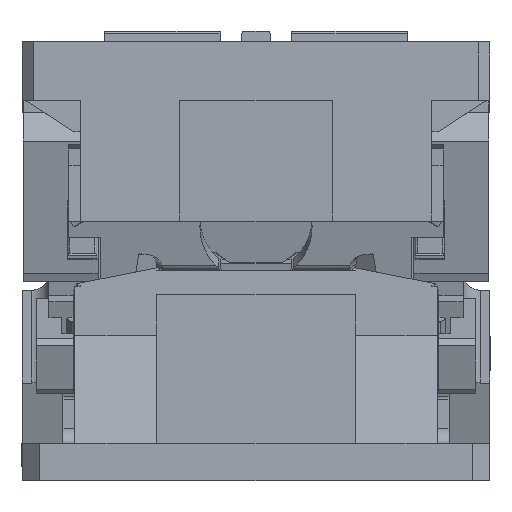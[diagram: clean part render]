
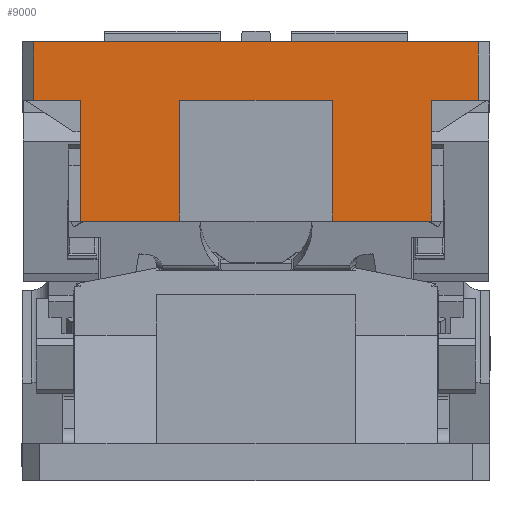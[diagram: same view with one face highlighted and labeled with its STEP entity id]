
A CAD part, left-side view. The second image highlights one B-rep face of the part: STEP entity #9000.
In plain terms, the highlighted planar face has unit normal (-1, 0, 0).
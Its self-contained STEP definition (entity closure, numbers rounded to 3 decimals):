
#181=CARTESIAN_POINT('Vertex',(-340.,190.,300.)) ;
#184=CARTESIAN_POINT('Line Origine',(-340.,0.,300.)) ;
#188=CARTESIAN_POINT('Vertex',(-340.,-190.,300.)) ;
#1585=CARTESIAN_POINT('Vertex',(-340.,-150.,250.)) ;
#1590=CARTESIAN_POINT('Line Origine',(-340.,-150.,198.442)) ;
#1594=CARTESIAN_POINT('Vertex',(-340.,-150.,146.884)) ;
#7773=CARTESIAN_POINT('Vertex',(-340.,190.,250.)) ;
#7776=CARTESIAN_POINT('Line Origine',(-340.,190.,275.)) ;
#8051=CARTESIAN_POINT('Vertex',(-340.,150.,250.)) ;
#8054=CARTESIAN_POINT('Line Origine',(-340.,170.,250.)) ;
#8186=CARTESIAN_POINT('Vertex',(-340.,150.,146.884)) ;
#8189=CARTESIAN_POINT('Line Origine',(-340.,150.,198.442)) ;
#8582=CARTESIAN_POINT('Vertex',(-340.,-190.,250.)) ;
#8585=CARTESIAN_POINT('Line Origine',(-340.,-170.,250.)) ;
#8773=CARTESIAN_POINT('Line Origine',(-340.,-190.,275.)) ;
#8847=CARTESIAN_POINT('Vertex',(-340.,-65.,250.)) ;
#8852=CARTESIAN_POINT('Line Origine',(-340.,0.,250.)) ;
#8856=CARTESIAN_POINT('Vertex',(-340.,65.,250.)) ;
#8888=CARTESIAN_POINT('Vertex',(-340.,-65.,146.884)) ;
#8891=CARTESIAN_POINT('Line Origine',(-340.,-65.,198.442)) ;
#8941=CARTESIAN_POINT('Vertex',(-340.,65.,146.884)) ;
#8944=CARTESIAN_POINT('Line Origine',(-340.,107.5,146.884)) ;
#8949=CARTESIAN_POINT('Line Origine',(-340.,-107.5,146.884)) ;
#8969=CARTESIAN_POINT('Line Origine',(-340.,65.,198.442)) ;
#8981=CARTESIAN_POINT('Axis2P3D Location',(-340.,-200.,250.)) ;
#185=DIRECTION('Vector Direction',(0.,1.,0.)) ;
#1591=DIRECTION('Vector Direction',(0.,0.,1.)) ;
#7777=DIRECTION('Vector Direction',(0.,0.,-1.)) ;
#8055=DIRECTION('Vector Direction',(0.,1.,0.)) ;
#8190=DIRECTION('Vector Direction',(0.,0.,-1.)) ;
#8586=DIRECTION('Vector Direction',(0.,1.,0.)) ;
#8774=DIRECTION('Vector Direction',(0.,0.,1.)) ;
#8853=DIRECTION('Vector Direction',(0.,1.,0.)) ;
#8892=DIRECTION('Vector Direction',(0.,0.,-1.)) ;
#8945=DIRECTION('Vector Direction',(0.,1.,0.)) ;
#8950=DIRECTION('Vector Direction',(0.,1.,0.)) ;
#8970=DIRECTION('Vector Direction',(0.,0.,-1.)) ;
#8982=DIRECTION('Axis2P3D Direction',(1.,0.,0.)) ;
#8983=DIRECTION('Axis2P3D XDirection',(0.,0.,1.)) ;
#8984=AXIS2_PLACEMENT_3D('Plane Axis2P3D',#8981,#8982,#8983) ;
#8987=ORIENTED_EDGE('',*,*,#8973,.F.) ;
#8988=ORIENTED_EDGE('',*,*,#8858,.F.) ;
#8989=ORIENTED_EDGE('',*,*,#8895,.T.) ;
#8990=ORIENTED_EDGE('',*,*,#8953,.F.) ;
#8991=ORIENTED_EDGE('',*,*,#1596,.T.) ;
#8992=ORIENTED_EDGE('',*,*,#8589,.F.) ;
#8993=ORIENTED_EDGE('',*,*,#8777,.T.) ;
#8994=ORIENTED_EDGE('',*,*,#190,.T.) ;
#8995=ORIENTED_EDGE('',*,*,#7780,.T.) ;
#8996=ORIENTED_EDGE('',*,*,#8058,.F.) ;
#8997=ORIENTED_EDGE('',*,*,#8193,.T.) ;
#8998=ORIENTED_EDGE('',*,*,#8948,.F.) ;
#186=VECTOR('Line Direction',#185,1.) ;
#1592=VECTOR('Line Direction',#1591,1.) ;
#7778=VECTOR('Line Direction',#7777,1.) ;
#8056=VECTOR('Line Direction',#8055,1.) ;
#8191=VECTOR('Line Direction',#8190,1.) ;
#8587=VECTOR('Line Direction',#8586,1.) ;
#8775=VECTOR('Line Direction',#8774,1.) ;
#8854=VECTOR('Line Direction',#8853,1.) ;
#8893=VECTOR('Line Direction',#8892,1.) ;
#8946=VECTOR('Line Direction',#8945,1.) ;
#8951=VECTOR('Line Direction',#8950,1.) ;
#8971=VECTOR('Line Direction',#8970,1.) ;
#9000=ADVANCED_FACE('CAM HOLDER',(#8999),#8985,.F.) ;
#190=EDGE_CURVE('',#189,#182,#187,.T.) ;
#1596=EDGE_CURVE('',#1595,#1586,#1593,.T.) ;
#7780=EDGE_CURVE('',#182,#7774,#7779,.T.) ;
#8058=EDGE_CURVE('',#8052,#7774,#8057,.T.) ;
#8193=EDGE_CURVE('',#8052,#8187,#8192,.T.) ;
#8589=EDGE_CURVE('',#8583,#1586,#8588,.T.) ;
#8777=EDGE_CURVE('',#8583,#189,#8776,.T.) ;
#8858=EDGE_CURVE('',#8848,#8857,#8855,.T.) ;
#8895=EDGE_CURVE('',#8848,#8889,#8894,.T.) ;
#8948=EDGE_CURVE('',#8942,#8187,#8947,.T.) ;
#8953=EDGE_CURVE('',#1595,#8889,#8952,.T.) ;
#8973=EDGE_CURVE('',#8857,#8942,#8972,.T.) ;
#8986=EDGE_LOOP('',(#8987,#8988,#8989,#8990,#8991,#8992,#8993,#8994,#8995,#8996,#8997,#8998)) ;
#8999=FACE_OUTER_BOUND('',#8986,.T.) ;
#187=LINE('Line',#184,#186) ;
#1593=LINE('Line',#1590,#1592) ;
#7779=LINE('Line',#7776,#7778) ;
#8057=LINE('Line',#8054,#8056) ;
#8192=LINE('Line',#8189,#8191) ;
#8588=LINE('Line',#8585,#8587) ;
#8776=LINE('Line',#8773,#8775) ;
#8855=LINE('Line',#8852,#8854) ;
#8894=LINE('Line',#8891,#8893) ;
#8947=LINE('Line',#8944,#8946) ;
#8952=LINE('Line',#8949,#8951) ;
#8972=LINE('Line',#8969,#8971) ;
#8985=PLANE('Plane',#8984) ;
#182=VERTEX_POINT('',#181) ;
#189=VERTEX_POINT('',#188) ;
#1586=VERTEX_POINT('',#1585) ;
#1595=VERTEX_POINT('',#1594) ;
#7774=VERTEX_POINT('',#7773) ;
#8052=VERTEX_POINT('',#8051) ;
#8187=VERTEX_POINT('',#8186) ;
#8583=VERTEX_POINT('',#8582) ;
#8848=VERTEX_POINT('',#8847) ;
#8857=VERTEX_POINT('',#8856) ;
#8889=VERTEX_POINT('',#8888) ;
#8942=VERTEX_POINT('',#8941) ;
